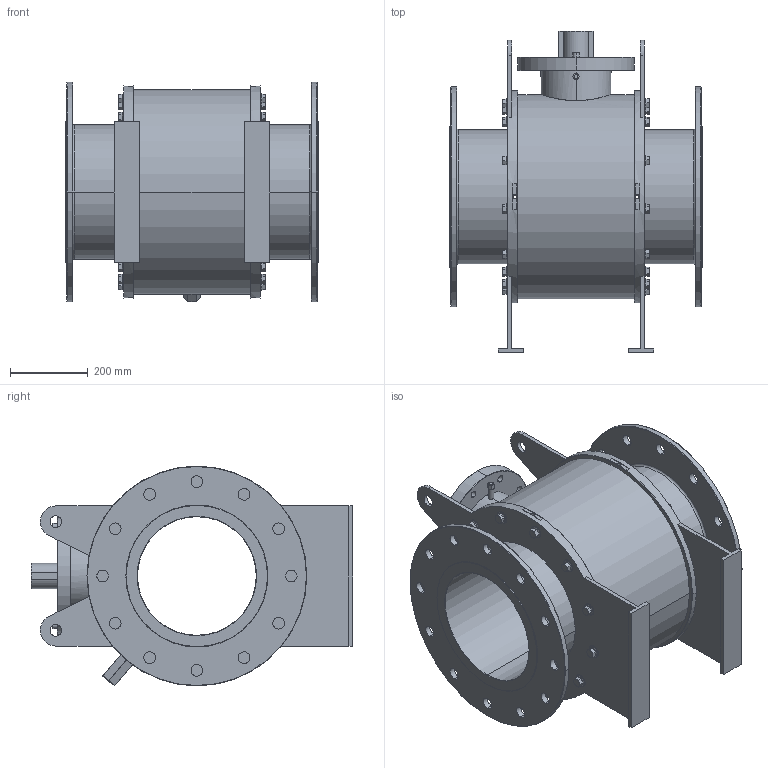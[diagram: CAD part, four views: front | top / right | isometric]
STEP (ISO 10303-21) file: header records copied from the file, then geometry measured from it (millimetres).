
FILE_DESCRIPTION (( 'STEP AP203' ), '1' );
FILE_NAME ('GB2_ANSI_300_12IN_TW.STEP', '2025-10-10T19:01:18', ( '' ), ( '' ), 'SwSTEP 2.0', 'SolidWorks 2025', '' );
FILE_SCHEMA (( 'CONFIG_CONTROL_DESIGN' ));
Length unit declared in the file: millimetre
Products named in the file (3): GB2_ANSI_300_12IN_TW; GB2_ANSI_2500_1500_ANSI_300_12IN; hex flange screw_am_B18.2.3.4M - Hex flange screw, M16 x 2.0 x 25 --25N
Assembly tree (25 placements, depth 2):
  GB2_ANSI_300_12IN_TW
    GB2_ANSI_2500_1500_ANSI_300_12IN
    hex flange screw_am_B18.2.3.4M - Hex flange screw, M16 x 2.0 x 25 --25N  x24
Bounding box: 648 x 827 x 565 mm (x, y, z)
Volume: 68328248.9 mm3; surface area: 3287829.3 mm2
Topology: 25 solids, 25 shells, 1052 faces, 2350 edges, 1404 vertices
Faces by surface type: plane 336, cone 270, cylinder 230, bspline 156, torus 54, sphere 6
Entity records: 14213 total; most frequent: CARTESIAN_POINT 3953, DIRECTION 2080, ORIENTED_EDGE 1840, EDGE_CURVE 920, AXIS2_PLACEMENT_3D 843, VERTEX_POINT 574, EDGE_LOOP 502, CIRCLE 448
